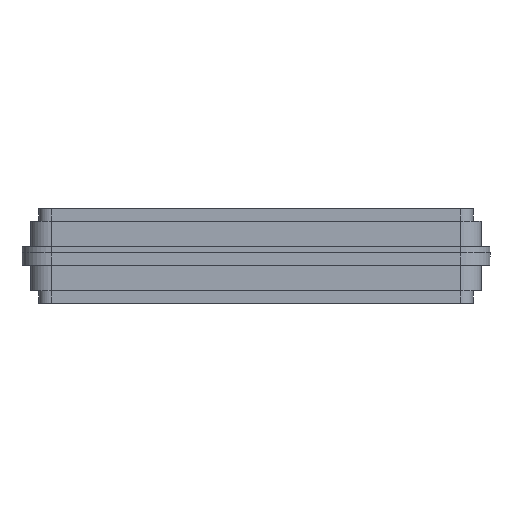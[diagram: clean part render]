
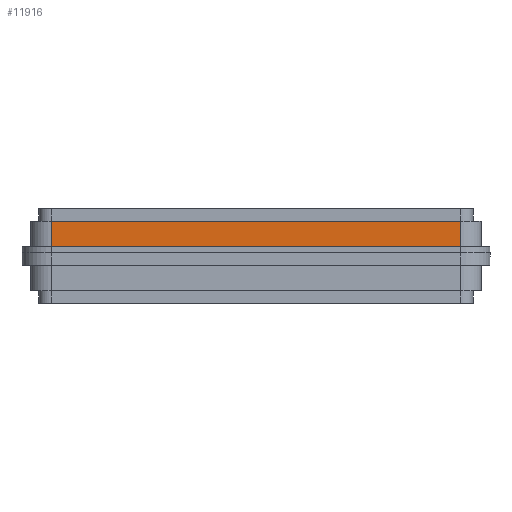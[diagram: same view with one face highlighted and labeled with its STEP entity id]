
A CAD part, left-side view. The second image highlights one B-rep face of the part: STEP entity #11916.
In plain terms, the highlighted planar face has unit normal (-1, 0, 0).
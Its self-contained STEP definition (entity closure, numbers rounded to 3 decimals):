
#800=FACE_OUTER_BOUND('',#1519,.T.);
#1519=EDGE_LOOP('',(#10295,#10296,#10297,#10298));
#2973=LINE('',#18493,#4473);
#2990=LINE('',#18530,#4490);
#2991=LINE('',#18533,#4491);
#2992=LINE('',#18534,#4492);
#4473=VECTOR('',#15101,10.);
#4490=VECTOR('',#15134,10.);
#4491=VECTOR('',#15137,10.);
#4492=VECTOR('',#15138,10.);
#5748=VERTEX_POINT('',#18490);
#5749=VERTEX_POINT('',#18492);
#5761=VERTEX_POINT('',#18528);
#5762=VERTEX_POINT('',#18532);
#7296=EDGE_CURVE('',#5748,#5749,#2973,.T.);
#7315=EDGE_CURVE('',#5761,#5749,#2990,.T.);
#7316=EDGE_CURVE('',#5762,#5761,#2991,.T.);
#7317=EDGE_CURVE('',#5762,#5748,#2992,.T.);
#10295=ORIENTED_EDGE('',*,*,#7316,.T.);
#10296=ORIENTED_EDGE('',*,*,#7315,.T.);
#10297=ORIENTED_EDGE('',*,*,#7296,.F.);
#10298=ORIENTED_EDGE('',*,*,#7317,.F.);
#11411=PLANE('',#12605);
#11916=ADVANCED_FACE('',(#800),#11411,.T.);
#12605=AXIS2_PLACEMENT_3D('',#18531,#15135,#15136);
#15101=DIRECTION('',(0.,-1.,0.));
#15134=DIRECTION('',(0.,0.,1.));
#15135=DIRECTION('center_axis',(-1.,0.,0.));
#15136=DIRECTION('ref_axis',(0.,-1.,0.));
#15137=DIRECTION('',(0.,-1.,0.));
#15138=DIRECTION('',(0.,0.,1.));
#18490=CARTESIAN_POINT('',(0.,102.25,6.));
#18492=CARTESIAN_POINT('',(0.,5.,6.));
#18493=CARTESIAN_POINT('',(0.,102.25,6.));
#18528=CARTESIAN_POINT('',(0.,5.,0.));
#18530=CARTESIAN_POINT('',(0.,5.,0.));
#18531=CARTESIAN_POINT('Origin',(0.,102.25,0.));
#18532=CARTESIAN_POINT('',(0.,102.25,0.));
#18533=CARTESIAN_POINT('',(0.,102.25,0.));
#18534=CARTESIAN_POINT('',(0.,102.25,0.));
